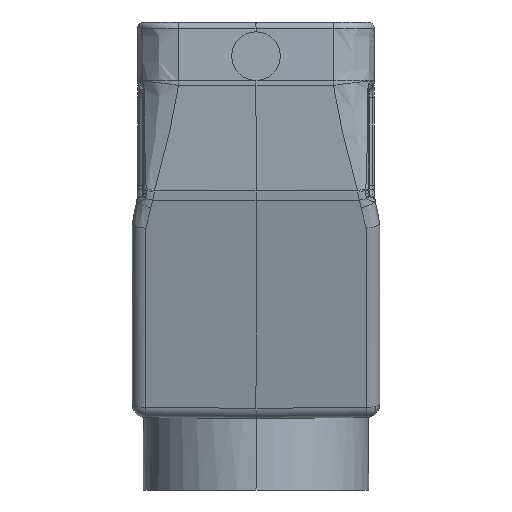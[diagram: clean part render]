
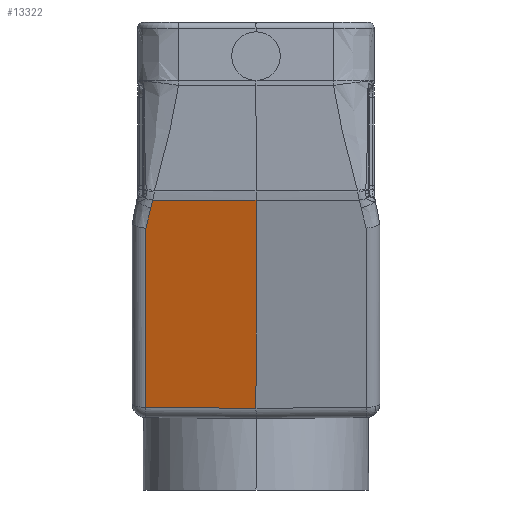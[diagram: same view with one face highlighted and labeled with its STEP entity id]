
A CAD part, left-side view. The second image highlights one B-rep face of the part: STEP entity #13322.
In plain terms, the highlighted planar face has unit normal (-0.966, 0.009, -0.259).
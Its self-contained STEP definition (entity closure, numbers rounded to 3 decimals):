
#897=CARTESIAN_POINT('',(-34.58,0.,
-32.345));
#920=DIRECTION('',(0.009,1.,0.002));
#921=VECTOR('',#920,18.768);
#922=CARTESIAN_POINT('',(-34.58,0.,
-32.345));
#923=LINE('',#922,#921);
#936=CARTESIAN_POINT('',(-34.05,19.115,-33.678));
#937=CARTESIAN_POINT('',(-34.085,19.077,-33.55));
#938=CARTESIAN_POINT('',(-34.159,19.,-33.275));
#939=CARTESIAN_POINT('',(-34.34,18.84,-32.604));
#940=CARTESIAN_POINT('',(-34.397,18.787,-32.395));
#941=CARTESIAN_POINT('',(-34.418,18.767,-32.316));
#943=DIRECTION('',(0.007,1.,0.009));
#944=VECTOR('',#943,20.023);
#945=CARTESIAN_POINT('',(-24.451,0.,
-70.147));
#946=LINE('',#945,#944);
#947=DIRECTION('',(0.259,0.,-0.966));
#948=VECTOR('',#947,33.727);
#949=CARTESIAN_POINT('',(-33.046,20.022,-37.395));
#950=LINE('',#949,#948);
#994=DIRECTION('',(-0.259,0.,0.966));
#995=VECTOR('',#994,39.136);
#996=CARTESIAN_POINT('',(-24.451,0.,
-70.147));
#997=LINE('',#996,#995);
#5099=CARTESIAN_POINT('',(-34.05,19.115,
-33.678));
#5100=CARTESIAN_POINT('',(-33.904,19.276,
-34.218));
#5101=CARTESIAN_POINT('',(-33.636,19.555,
-35.209));
#5102=CARTESIAN_POINT('',(-33.393,19.761,
-36.109));
#5103=CARTESIAN_POINT('',(-33.163,19.938,
-36.96));
#5104=CARTESIAN_POINT('',(-33.046,20.022,
-37.395));
#9206=VERTEX_POINT('',#897);
#9207=CARTESIAN_POINT('',(-34.418,18.767,
-32.316));
#9208=VERTEX_POINT('',#9207);
#9211=CARTESIAN_POINT('',(-33.046,20.022,
-37.395));
#9212=CARTESIAN_POINT('',(-24.317,20.022,
-69.972));
#9213=VERTEX_POINT('',#9211);
#9214=VERTEX_POINT('',#9212);
#9215=VERTEX_POINT('',#5099);
#9216=CARTESIAN_POINT('',(-24.451,0.,
-70.147));
#9217=VERTEX_POINT('',#9216);
#13304=CARTESIAN_POINT('',(-23.955,0.,-72.));
#13305=DIRECTION('',(-0.966,0.009,-0.259));
#13306=DIRECTION('',(-0.259,0.,0.966));
#13307=AXIS2_PLACEMENT_3D('',#13304,#13305,#13306);
#13308=PLANE('',#13307);
#13310=ORIENTED_EDGE('',*,*,#13309,.F.);
#13312=ORIENTED_EDGE('',*,*,#13311,.F.);
#13314=ORIENTED_EDGE('',*,*,#13313,.T.);
#13315=ORIENTED_EDGE('',*,*,#13292,.F.);
#13317=ORIENTED_EDGE('',*,*,#13316,.F.);
#13319=ORIENTED_EDGE('',*,*,#13318,.T.);
#13320=EDGE_LOOP('',(#13310,#13312,#13314,#13315,#13317,#13319));
#13321=FACE_OUTER_BOUND('',#13320,.F.);
#13322=ADVANCED_FACE('',(#13321),#13308,.T.);
#942=B_SPLINE_CURVE_WITH_KNOTS('',3,(#936,#937,#938,#939,#940,#941),
.UNSPECIFIED.,.F.,.F.,(4,1,1,4),(0.,0.333,0.667,1.),
.UNSPECIFIED.);
#5105=B_SPLINE_CURVE_WITH_KNOTS('',3,(#5099,#5100,#5101,#5102,#5103,#5104),
.UNSPECIFIED.,.F.,.F.,(4,1,1,4),(0.,0.333,0.667,1.),
.UNSPECIFIED.);
#13292=EDGE_CURVE('',#9206,#9208,#923,.T.);
#13309=EDGE_CURVE('',#9213,#9214,#950,.T.);
#13311=EDGE_CURVE('',#9215,#9213,#5105,.T.);
#13313=EDGE_CURVE('',#9215,#9208,#942,.T.);
#13316=EDGE_CURVE('',#9217,#9206,#997,.T.);
#13318=EDGE_CURVE('',#9217,#9214,#946,.T.);
